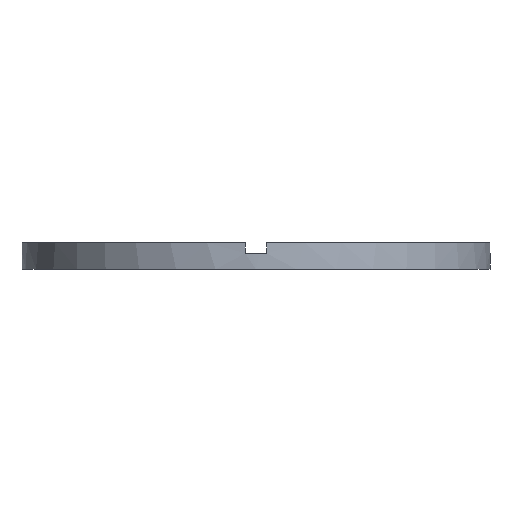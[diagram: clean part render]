
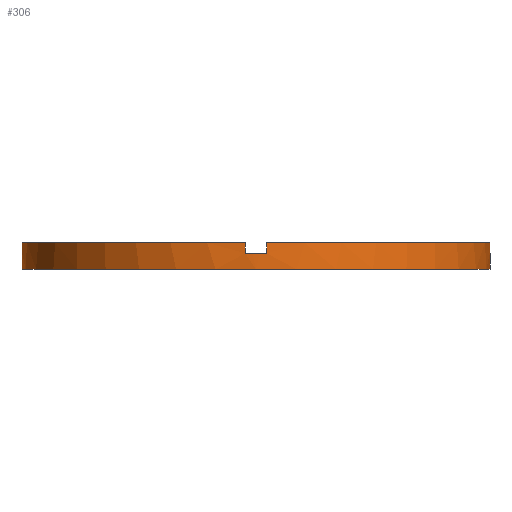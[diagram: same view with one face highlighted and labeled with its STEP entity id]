
A CAD part, front view. The second image highlights one B-rep face of the part: STEP entity #306.
In plain terms, the highlighted cylindrical face has radius 22 mm (diameter 44 mm), a partial arc.
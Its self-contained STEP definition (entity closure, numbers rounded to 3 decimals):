
#6 = AXIS2_PLACEMENT_3D ( 'NONE', #718, #405, #484 ) ;
#8 = EDGE_CURVE ( 'NONE', #365, #630, #431, .T. ) ;
#11 = CARTESIAN_POINT ( 'NONE',  ( -1., -21.977, 2.5 ) ) ;
#14 = CARTESIAN_POINT ( 'NONE',  ( -21.977, -1., 2.5 ) ) ;
#15 = AXIS2_PLACEMENT_3D ( 'NONE', #98, #136, #626 ) ;
#21 = CARTESIAN_POINT ( 'NONE',  ( 0., 0., 1.5 ) ) ;
#22 = AXIS2_PLACEMENT_3D ( 'NONE', #408, #495, #738 ) ;
#24 = DIRECTION ( 'NONE',  ( 0., 0., 1. ) ) ;
#36 = VERTEX_POINT ( 'NONE', #459 ) ;
#51 = VERTEX_POINT ( 'NONE', #572 ) ;
#56 = ORIENTED_EDGE ( 'NONE', *, *, #390, .T. ) ;
#58 = ORIENTED_EDGE ( 'NONE', *, *, #620, .T. ) ;
#60 = ORIENTED_EDGE ( 'NONE', *, *, #538, .T. ) ;
#62 = ORIENTED_EDGE ( 'NONE', *, *, #220, .T. ) ;
#87 = VERTEX_POINT ( 'NONE', #11 ) ;
#98 = CARTESIAN_POINT ( 'NONE',  ( 0., 0., 1.5 ) ) ;
#114 = VERTEX_POINT ( 'NONE', #254 ) ;
#117 = ORIENTED_EDGE ( 'NONE', *, *, #189, .F. ) ;
#121 = CARTESIAN_POINT ( 'NONE',  ( 22., 0., 0. ) ) ;
#127 = EDGE_CURVE ( 'NONE', #590, #87, #723, .T. ) ;
#136 = DIRECTION ( 'NONE',  ( 0., 0., 1. ) ) ;
#140 = EDGE_CURVE ( 'NONE', #292, #630, #684, .T. ) ;
#143 = CARTESIAN_POINT ( 'NONE',  ( 21.977, -1., 1.5 ) ) ;
#146 = CARTESIAN_POINT ( 'NONE',  ( 0., 0., 2.5 ) ) ;
#148 = EDGE_CURVE ( 'NONE', #365, #87, #187, .T. ) ;
#155 = CARTESIAN_POINT ( 'NONE',  ( -21.977, -1., 2.5 ) ) ;
#173 = ORIENTED_EDGE ( 'NONE', *, *, #642, .F. ) ;
#179 = CIRCLE ( 'NONE', #511, 22. ) ;
#187 = LINE ( 'NONE', #515, #731 ) ;
#189 = EDGE_CURVE ( 'NONE', #289, #573, #179, .T. ) ;
#191 = ORIENTED_EDGE ( 'NONE', *, *, #565, .F. ) ;
#199 = ORIENTED_EDGE ( 'NONE', *, *, #148, .T. ) ;
#208 = CYLINDRICAL_SURFACE ( 'NONE', #6, 22. ) ;
#209 = FACE_OUTER_BOUND ( 'NONE', #581, .T. ) ;
#220 = EDGE_CURVE ( 'NONE', #36, #294, #426, .T. ) ;
#226 = CIRCLE ( 'NONE', #663, 22. ) ;
#229 = DIRECTION ( 'NONE',  ( 0., 0., -1. ) ) ;
#233 = VECTOR ( 'NONE', #525, 1000. ) ;
#254 = CARTESIAN_POINT ( 'NONE',  ( 21.977, -1., 2.5 ) ) ;
#265 = DIRECTION ( 'NONE',  ( 0., 0., -1. ) ) ;
#266 = CARTESIAN_POINT ( 'NONE',  ( 0., 0., 1.5 ) ) ;
#273 = CARTESIAN_POINT ( 'NONE',  ( 1., -21.977, 1.5 ) ) ;
#283 = CARTESIAN_POINT ( 'NONE',  ( -1., -21.977, 1.5 ) ) ;
#287 = DIRECTION ( 'NONE',  ( 0., 0., 1. ) ) ;
#289 = VERTEX_POINT ( 'NONE', #143 ) ;
#292 = VERTEX_POINT ( 'NONE', #385 ) ;
#294 = VERTEX_POINT ( 'NONE', #403 ) ;
#306 = ADVANCED_FACE ( 'NONE', ( #209 ), #208, .T. ) ;
#353 = ORIENTED_EDGE ( 'NONE', *, *, #8, .F. ) ;
#364 = VERTEX_POINT ( 'NONE', #121 ) ;
#365 = VERTEX_POINT ( 'NONE', #283 ) ;
#374 = ORIENTED_EDGE ( 'NONE', *, *, #506, .F. ) ;
#385 = CARTESIAN_POINT ( 'NONE',  ( 1., -21.977, 2.5 ) ) ;
#387 = DIRECTION ( 'NONE',  ( 0., 0., 1. ) ) ;
#389 = CARTESIAN_POINT ( 'NONE',  ( -22., 0., 2.5 ) ) ;
#390 = EDGE_CURVE ( 'NONE', #590, #51, #480, .T. ) ;
#394 = CARTESIAN_POINT ( 'NONE',  ( 21.977, -1., 2.5 ) ) ;
#403 = CARTESIAN_POINT ( 'NONE',  ( -22., 0., 0. ) ) ;
#405 = DIRECTION ( 'NONE',  ( 0., 0., -1. ) ) ;
#408 = CARTESIAN_POINT ( 'NONE',  ( 0., 0., 2.5 ) ) ;
#412 = AXIS2_PLACEMENT_3D ( 'NONE', #21, #436, #777 ) ;
#426 = LINE ( 'NONE', #389, #701 ) ;
#431 = CIRCLE ( 'NONE', #15, 22. ) ;
#436 = DIRECTION ( 'NONE',  ( 0., 0., 1. ) ) ;
#439 = DIRECTION ( 'NONE',  ( 1., 0., 0. ) ) ;
#448 = VECTOR ( 'NONE', #265, 1000. ) ;
#458 = VECTOR ( 'NONE', #647, 1000. ) ;
#459 = CARTESIAN_POINT ( 'NONE',  ( -22., 0., 1.5 ) ) ;
#466 = DIRECTION ( 'NONE',  ( 1., 0., 0. ) ) ;
#480 = LINE ( 'NONE', #155, #490 ) ;
#484 = DIRECTION ( 'NONE',  ( -1., 0., 0. ) ) ;
#485 = LINE ( 'NONE', #394, #233 ) ;
#490 = VECTOR ( 'NONE', #229, 1000. ) ;
#495 = DIRECTION ( 'NONE',  ( 0., 0., 1. ) ) ;
#500 = CARTESIAN_POINT ( 'NONE',  ( 22., 0., 1.5 ) ) ;
#506 = EDGE_CURVE ( 'NONE', #573, #364, #747, .T. ) ;
#511 = AXIS2_PLACEMENT_3D ( 'NONE', #266, #512, #466 ) ;
#512 = DIRECTION ( 'NONE',  ( 0., 0., 1. ) ) ;
#515 = CARTESIAN_POINT ( 'NONE',  ( -1., -21.977, 2.5 ) ) ;
#522 = CARTESIAN_POINT ( 'NONE',  ( 1., -21.977, 2.5 ) ) ;
#525 = DIRECTION ( 'NONE',  ( 0., 0., 1. ) ) ;
#536 = AXIS2_PLACEMENT_3D ( 'NONE', #146, #24, #439 ) ;
#537 = DIRECTION ( 'NONE',  ( 1., 0., 0. ) ) ;
#538 = EDGE_CURVE ( 'NONE', #294, #364, #226, .T. ) ;
#551 = ORIENTED_EDGE ( 'NONE', *, *, #127, .F. ) ;
#557 = ORIENTED_EDGE ( 'NONE', *, *, #140, .T. ) ;
#565 = EDGE_CURVE ( 'NONE', #292, #114, #736, .T. ) ;
#572 = CARTESIAN_POINT ( 'NONE',  ( -21.977, -1., 1.5 ) ) ;
#573 = VERTEX_POINT ( 'NONE', #500 ) ;
#581 = EDGE_LOOP ( 'NONE', ( #374, #117, #58, #191, #557, #353, #199, #551, #56, #173, #62, #60 ) ) ;
#590 = VERTEX_POINT ( 'NONE', #14 ) ;
#620 = EDGE_CURVE ( 'NONE', #289, #114, #485, .T. ) ;
#626 = DIRECTION ( 'NONE',  ( 1., 0., 0. ) ) ;
#630 = VERTEX_POINT ( 'NONE', #273 ) ;
#642 = EDGE_CURVE ( 'NONE', #36, #51, #770, .T. ) ;
#647 = DIRECTION ( 'NONE',  ( 0., 0., -1. ) ) ;
#663 = AXIS2_PLACEMENT_3D ( 'NONE', #694, #287, #537 ) ;
#684 = LINE ( 'NONE', #522, #448 ) ;
#694 = CARTESIAN_POINT ( 'NONE',  ( 0., 0., 0. ) ) ;
#701 = VECTOR ( 'NONE', #709, 1000. ) ;
#709 = DIRECTION ( 'NONE',  ( 0., 0., -1. ) ) ;
#718 = CARTESIAN_POINT ( 'NONE',  ( 0., 0., 2.5 ) ) ;
#723 = CIRCLE ( 'NONE', #536, 22. ) ;
#731 = VECTOR ( 'NONE', #387, 1000. ) ;
#736 = CIRCLE ( 'NONE', #22, 22. ) ;
#738 = DIRECTION ( 'NONE',  ( 1., 0., 0. ) ) ;
#747 = LINE ( 'NONE', #778, #458 ) ;
#770 = CIRCLE ( 'NONE', #412, 22. ) ;
#777 = DIRECTION ( 'NONE',  ( 1., 0., 0. ) ) ;
#778 = CARTESIAN_POINT ( 'NONE',  ( 22., 0., 2.5 ) ) ;
